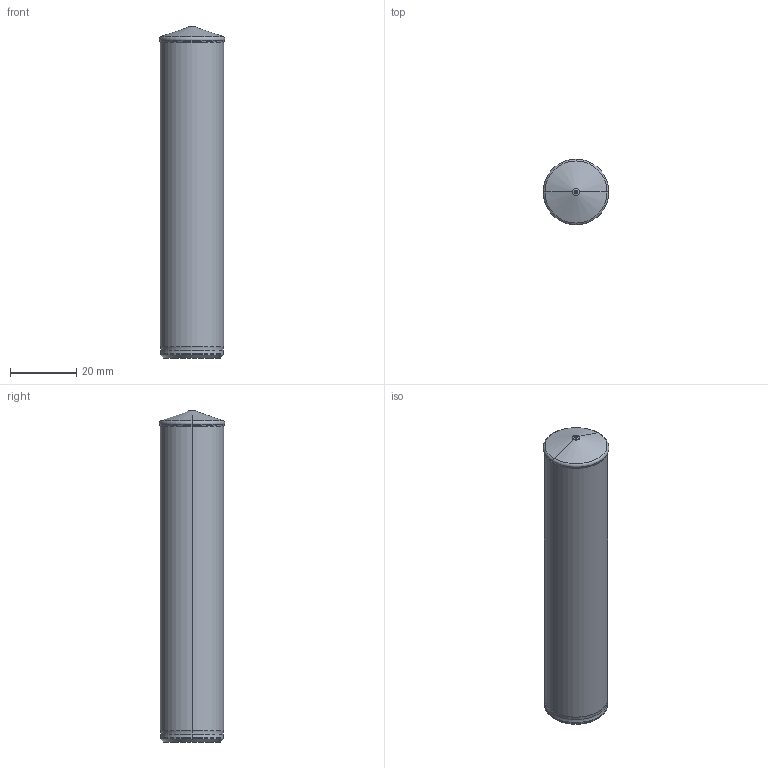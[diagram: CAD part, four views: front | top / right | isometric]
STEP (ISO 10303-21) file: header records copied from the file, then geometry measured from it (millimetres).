
FILE_DESCRIPTION (( 'STEP AP214' ), '1' );
FILE_NAME ('99616-3!4-142.STEP', '2017-01-03T10:01:54', ( 'User' ), ( 'GENUINE' ), 'SwSTEP 2.0', 'SolidWorks 2012', '' );
FILE_SCHEMA (( 'AUTOMOTIVE_DESIGN' ));
Length unit declared in the file: millimetre
Products named in the file (1): 99616-3!4-142
Bounding box: 19.8 x 19.8 x 100 mm (x, y, z)
Volume: 27871.4 mm3; surface area: 6357.5 mm2
Topology: 1 solids, 1 shells, 28 faces, 54 edges, 28 vertices
Faces by surface type: cone 14, torus 8, cylinder 4, plane 2
Entity records: 879 total; most frequent: DIRECTION 148, CARTESIAN_POINT 111, ORIENTED_EDGE 108, AXIS2_PLACEMENT_3D 65, EDGE_CURVE 54, CIRCLE 36, FACE_OUTER_BOUND 28, VERTEX_POINT 28
